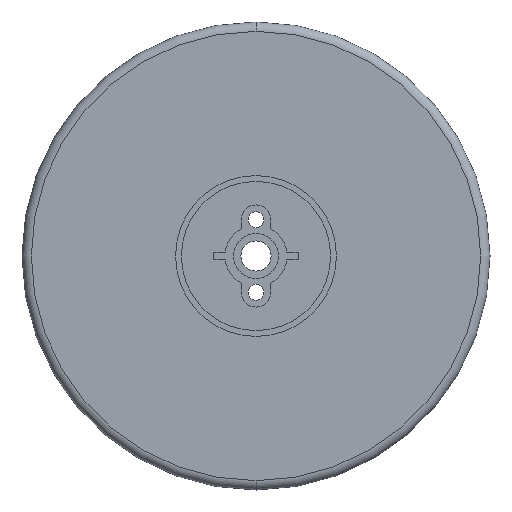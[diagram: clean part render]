
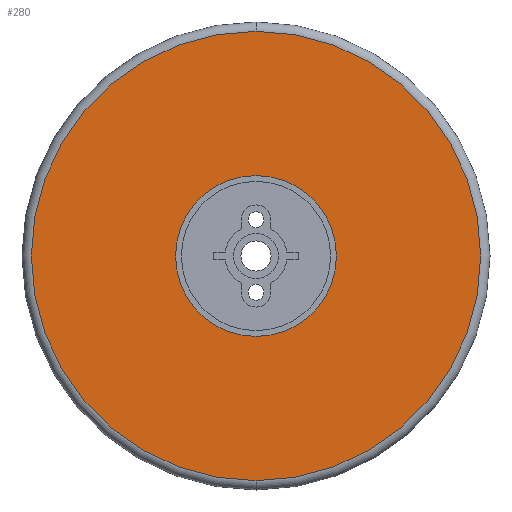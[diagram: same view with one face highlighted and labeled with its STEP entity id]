
A CAD part, front view. The second image highlights one B-rep face of the part: STEP entity #280.
In plain terms, the highlighted planar face has unit normal (0, -1, 0).
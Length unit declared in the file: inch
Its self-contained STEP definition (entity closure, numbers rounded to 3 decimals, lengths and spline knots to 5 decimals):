
#110 = CARTESIAN_POINT ( 'NONE',  ( 0., 0., 0. ) ) ;
#116 = ORIENTED_EDGE ( 'NONE', *, *, #338, .F. ) ;
#119 = FACE_OUTER_BOUND ( 'NONE', #1460, .T. ) ;
#129 = CARTESIAN_POINT ( 'NONE',  ( 0., 0., 0. ) ) ;
#135 = DIRECTION ( 'NONE',  ( 0., -1., 0. ) ) ;
#178 = AXIS2_PLACEMENT_3D ( 'NONE', #838, #135, #960 ) ;
#204 = ORIENTED_EDGE ( 'NONE', *, *, #1447, .T. ) ;
#250 = DIRECTION ( 'NONE',  ( 0., 0., -1. ) ) ;
#274 = ORIENTED_EDGE ( 'NONE', *, *, #845, .T. ) ;
#280 = ADVANCED_FACE ( 'NONE', ( #119, #998 ), #1060, .F. ) ;
#331 = CARTESIAN_POINT ( 'NONE',  ( 0., 0., -1.92 ) ) ;
#338 = EDGE_CURVE ( 'NONE', #753, #853, #606, .T. ) ;
#354 = DIRECTION ( 'NONE',  ( 0., -1., 0. ) ) ;
#377 = DIRECTION ( 'NONE',  ( 0., -1., 0. ) ) ;
#434 = AXIS2_PLACEMENT_3D ( 'NONE', #1062, #354, #1190 ) ;
#496 = AXIS2_PLACEMENT_3D ( 'NONE', #110, #1429, #705 ) ;
#563 = CIRCLE ( 'NONE', #907, 1.92 ) ;
#591 = CARTESIAN_POINT ( 'NONE',  ( 0., 0., 0.6875 ) ) ;
#606 = CIRCLE ( 'NONE', #1480, 0.6875 ) ;
#705 = DIRECTION ( 'NONE',  ( 0., 0., 1. ) ) ;
#753 = VERTEX_POINT ( 'NONE', #591 ) ;
#838 = CARTESIAN_POINT ( 'NONE',  ( 0., 0., 0. ) ) ;
#845 = EDGE_CURVE ( 'NONE', #1457, #1228, #1381, .T. ) ;
#853 = VERTEX_POINT ( 'NONE', #1086 ) ;
#907 = AXIS2_PLACEMENT_3D ( 'NONE', #1089, #377, #1220 ) ;
#954 = DIRECTION ( 'NONE',  ( 0., -1., 0. ) ) ;
#960 = DIRECTION ( 'NONE',  ( 0., 0., 1. ) ) ;
#969 = CARTESIAN_POINT ( 'NONE',  ( 0., 0., 1.92 ) ) ;
#998 = FACE_BOUND ( 'NONE', #1505, .T. ) ;
#1015 = ORIENTED_EDGE ( 'NONE', *, *, #1328, .F. ) ;
#1019 = CIRCLE ( 'NONE', #434, 0.6875 ) ;
#1060 = PLANE ( 'NONE',  #496 ) ;
#1062 = CARTESIAN_POINT ( 'NONE',  ( 0., 0., 0. ) ) ;
#1086 = CARTESIAN_POINT ( 'NONE',  ( 0., 0., -0.6875 ) ) ;
#1089 = CARTESIAN_POINT ( 'NONE',  ( 0., 0., 0. ) ) ;
#1190 = DIRECTION ( 'NONE',  ( 0., 0., -1. ) ) ;
#1220 = DIRECTION ( 'NONE',  ( 0., 0., 1. ) ) ;
#1228 = VERTEX_POINT ( 'NONE', #331 ) ;
#1328 = EDGE_CURVE ( 'NONE', #853, #753, #1019, .T. ) ;
#1381 = CIRCLE ( 'NONE', #178, 1.92 ) ;
#1429 = DIRECTION ( 'NONE',  ( 0., 1., 0. ) ) ;
#1447 = EDGE_CURVE ( 'NONE', #1228, #1457, #563, .T. ) ;
#1457 = VERTEX_POINT ( 'NONE', #969 ) ;
#1460 = EDGE_LOOP ( 'NONE', ( #274, #204 ) ) ;
#1480 = AXIS2_PLACEMENT_3D ( 'NONE', #129, #954, #250 ) ;
#1505 = EDGE_LOOP ( 'NONE', ( #1015, #116 ) ) ;
